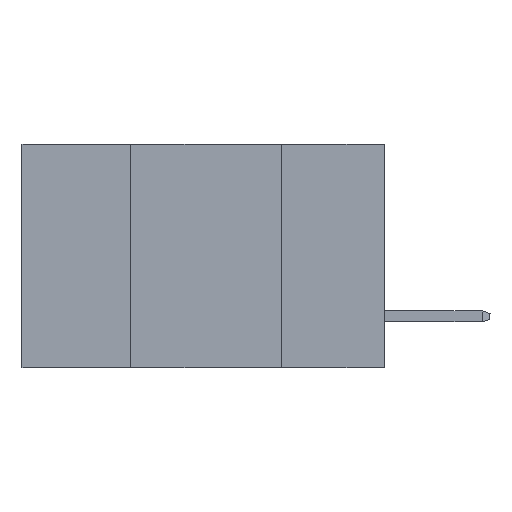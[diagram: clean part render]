
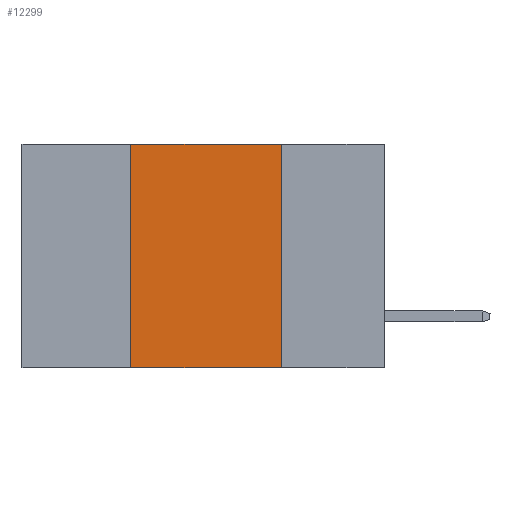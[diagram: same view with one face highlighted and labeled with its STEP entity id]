
A CAD part, left-side view. The second image highlights one B-rep face of the part: STEP entity #12299.
In plain terms, the highlighted planar face has unit normal (-1, 0, 0).
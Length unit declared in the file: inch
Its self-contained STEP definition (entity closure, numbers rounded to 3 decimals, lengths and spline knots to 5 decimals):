
#350 = CARTESIAN_POINT ( 'NONE',  ( 0., 0.17, 0. ) ) ;
#432 = VECTOR ( 'NONE', #9801, 39.37008 ) ;
#695 = CARTESIAN_POINT ( 'NONE',  ( 0., 0.42, -0.37 ) ) ;
#948 = CARTESIAN_POINT ( 'NONE',  ( 0., 0.6, 0. ) ) ;
#1028 = EDGE_CURVE ( 'NONE', #14815, #13221, #7226, .T. ) ;
#1094 = CARTESIAN_POINT ( 'NONE',  ( 0., 0.17, -0.37 ) ) ;
#1128 = VECTOR ( 'NONE', #2510, 39.37008 ) ;
#1311 = CARTESIAN_POINT ( 'NONE',  ( 0., 0.42, -0.37 ) ) ;
#1504 = CARTESIAN_POINT ( 'NONE',  ( 0., 0.6, 0. ) ) ;
#1693 = CARTESIAN_POINT ( 'NONE',  ( 0., 0.42, 0. ) ) ;
#1940 = VECTOR ( 'NONE', #11030, 39.37008 ) ;
#2510 = DIRECTION ( 'NONE',  ( 0., 0., 1. ) ) ;
#3769 = EDGE_CURVE ( 'NONE', #7908, #14815, #11467, .T. ) ;
#5259 = ORIENTED_EDGE ( 'NONE', *, *, #1028, .F. ) ;
#5950 = CARTESIAN_POINT ( 'NONE',  ( 0., 0.6, -0.37 ) ) ;
#6364 = ORIENTED_EDGE ( 'NONE', *, *, #12845, .T. ) ;
#6910 = EDGE_LOOP ( 'NONE', ( #16567, #5259, #7681, #6364 ) ) ;
#7151 = EDGE_CURVE ( 'NONE', #13221, #15683, #13987, .T. ) ;
#7226 = LINE ( 'NONE', #948, #432 ) ;
#7681 = ORIENTED_EDGE ( 'NONE', *, *, #3769, .F. ) ;
#7908 = VERTEX_POINT ( 'NONE', #695 ) ;
#8377 = DIRECTION ( 'NONE',  ( 1., 0., 0. ) ) ;
#9801 = DIRECTION ( 'NONE',  ( 0., -1., 0. ) ) ;
#9898 = VECTOR ( 'NONE', #11586, 39.37008 ) ;
#10711 = FACE_OUTER_BOUND ( 'NONE', #6910, .T. ) ;
#11030 = DIRECTION ( 'NONE',  ( 0., -1., 0. ) ) ;
#11467 = LINE ( 'NONE', #1311, #1128 ) ;
#11586 = DIRECTION ( 'NONE',  ( 0., 0., -1. ) ) ;
#12299 = ADVANCED_FACE ( 'NONE', ( #10711 ), #13285, .F. ) ;
#12845 = EDGE_CURVE ( 'NONE', #7908, #15683, #13936, .T. ) ;
#13188 = AXIS2_PLACEMENT_3D ( 'NONE', #1504, #8377, #15925 ) ;
#13221 = VERTEX_POINT ( 'NONE', #350 ) ;
#13285 = PLANE ( 'NONE',  #13188 ) ;
#13936 = LINE ( 'NONE', #5950, #1940 ) ;
#13963 = CARTESIAN_POINT ( 'NONE',  ( 0., 0.17, -0.37 ) ) ;
#13987 = LINE ( 'NONE', #1094, #9898 ) ;
#14815 = VERTEX_POINT ( 'NONE', #1693 ) ;
#15683 = VERTEX_POINT ( 'NONE', #13963 ) ;
#15925 = DIRECTION ( 'NONE',  ( 0., 0., -1. ) ) ;
#16567 = ORIENTED_EDGE ( 'NONE', *, *, #7151, .F. ) ;
